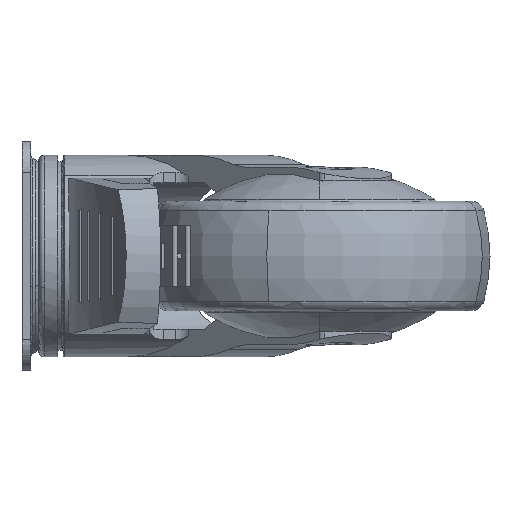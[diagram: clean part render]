
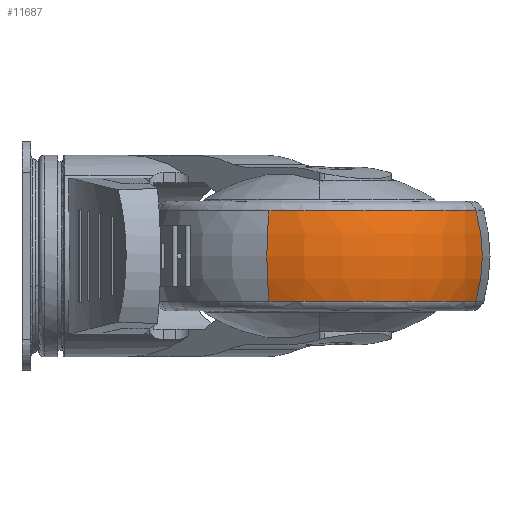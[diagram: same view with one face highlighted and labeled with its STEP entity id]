
A CAD part, left-side view. The second image highlights one B-rep face of the part: STEP entity #11687.
In plain terms, the highlighted toroidal (fillet/blend) face has major radius 5 mm and minor radius 45 mm.
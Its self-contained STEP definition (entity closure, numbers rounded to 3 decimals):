
#212 = DIRECTION ( 'NONE',  ( 0.951, -0.309, 0. ) ) ;
#270 = CIRCLE ( 'NONE', #9358, 45. ) ;
#752 = CARTESIAN_POINT ( 'NONE',  ( -50.842, -132.735, 13.171 ) ) ;
#1309 = DIRECTION ( 'NONE',  ( -0.309, -0.951, 0. ) ) ;
#1874 = AXIS2_PLACEMENT_3D ( 'NONE', #5632, #15186, #1309 ) ;
#2134 = DIRECTION ( 'NONE',  ( -0.309, -0.951, 0. ) ) ;
#2471 = CIRCLE ( 'NONE', #1874, 48.029 ) ;
#2646 = DIRECTION ( 'NONE',  ( -0.309, -0.951, 0. ) ) ;
#2960 = ORIENTED_EDGE ( 'NONE', *, *, #16043, .T. ) ;
#3720 = EDGE_CURVE ( 'NONE', #6867, #15241, #16778, .T. ) ;
#4334 = CARTESIAN_POINT ( 'NONE',  ( -37.545, -91.811, 0. ) ) ;
#4831 = AXIS2_PLACEMENT_3D ( 'NONE', #13750, #17619, #2646 ) ;
#5450 = CARTESIAN_POINT ( 'NONE',  ( -36., -87.056, 0. ) ) ;
#5632 = CARTESIAN_POINT ( 'NONE',  ( -36., -87.056, 13.171 ) ) ;
#5737 = DIRECTION ( 'NONE',  ( 0., 0., -1. ) ) ;
#6122 = CIRCLE ( 'NONE', #15125, 45. ) ;
#6300 = ORIENTED_EDGE ( 'NONE', *, *, #10916, .T. ) ;
#6334 = AXIS2_PLACEMENT_3D ( 'NONE', #5450, #5737, #212 ) ;
#6867 = VERTEX_POINT ( 'NONE', #16477 ) ;
#7696 = CARTESIAN_POINT ( 'NONE',  ( -81.679, -72.214, 13.171 ) ) ;
#7965 = EDGE_CURVE ( 'NONE', #6867, #11798, #6122, .T. ) ;
#9358 = AXIS2_PLACEMENT_3D ( 'NONE', #14618, #2134, #11884 ) ;
#9539 = ORIENTED_EDGE ( 'NONE', *, *, #3720, .F. ) ;
#9918 = DIRECTION ( 'NONE',  ( -0.295, -0.909, -0.293 ) ) ;
#10916 = EDGE_CURVE ( 'NONE', #15644, #15241, #270, .T. ) ;
#11018 = FACE_OUTER_BOUND ( 'NONE', #16881, .T. ) ;
#11058 = ORIENTED_EDGE ( 'NONE', *, *, #7965, .T. ) ;
#11687 = ADVANCED_FACE ( 'NONE', ( #11018 ), #14174, .T. ) ;
#11798 = VERTEX_POINT ( 'NONE', #752 ) ;
#11884 = DIRECTION ( 'NONE',  ( 0.951, -0.309, 0. ) ) ;
#13750 = CARTESIAN_POINT ( 'NONE',  ( -36., -87.056, -13.171 ) ) ;
#14166 = CARTESIAN_POINT ( 'NONE',  ( -81.679, -72.214, -13.171 ) ) ;
#14174 = TOROIDAL_SURFACE ( 'NONE', #6334, 5., 45. ) ;
#14618 = CARTESIAN_POINT ( 'NONE',  ( -40.755, -85.511, 0. ) ) ;
#15125 = AXIS2_PLACEMENT_3D ( 'NONE', #4334, #15453, #9918 ) ;
#15186 = DIRECTION ( 'NONE',  ( 0., 0., -1. ) ) ;
#15241 = VERTEX_POINT ( 'NONE', #14166 ) ;
#15453 = DIRECTION ( 'NONE',  ( -0.951, 0.309, 0. ) ) ;
#15644 = VERTEX_POINT ( 'NONE', #7696 ) ;
#16043 = EDGE_CURVE ( 'NONE', #11798, #15644, #2471, .T. ) ;
#16477 = CARTESIAN_POINT ( 'NONE',  ( -50.842, -132.735, -13.171 ) ) ;
#16778 = CIRCLE ( 'NONE', #4831, 48.029 ) ;
#16881 = EDGE_LOOP ( 'NONE', ( #2960, #6300, #9539, #11058 ) ) ;
#17619 = DIRECTION ( 'NONE',  ( 0., 0., -1. ) ) ;
